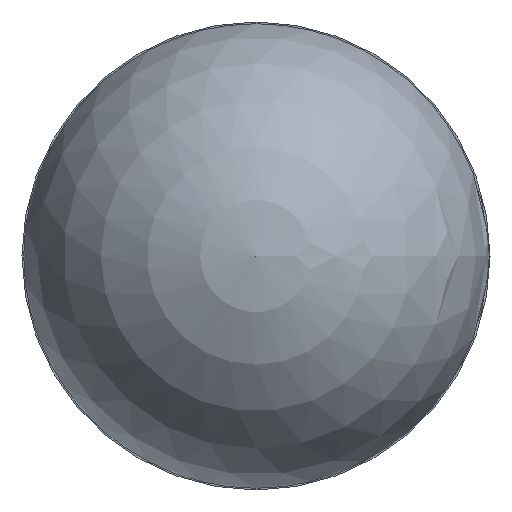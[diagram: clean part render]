
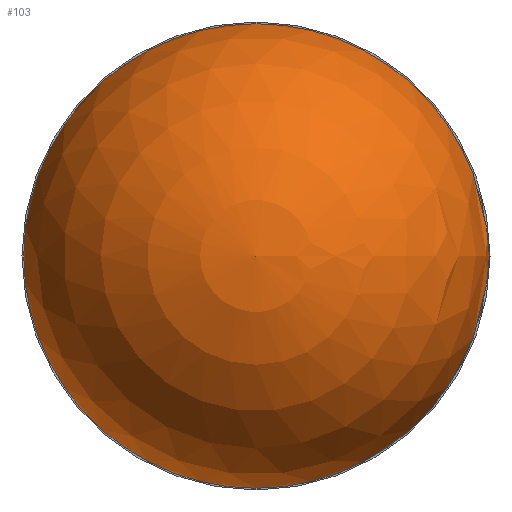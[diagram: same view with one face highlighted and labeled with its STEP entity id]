
A CAD part, left-side view. The second image highlights one B-rep face of the part: STEP entity #103.
In plain terms, the highlighted spherical face has radius 8 mm.
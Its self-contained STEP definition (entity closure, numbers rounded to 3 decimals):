
#103=ADVANCED_FACE('',(#114),#112,.T.);
#112=SPHERICAL_SURFACE('',#137,8.);
#114=FACE_BOUND('',#127,.T.);
#127=VERTEX_LOOP('',#128);
#128=VERTEX_POINT('',#188);
#137=AXIS2_PLACEMENT_3D('',#189,#155,#156);
#155=DIRECTION('',(-1.,0.,0.));
#156=DIRECTION('',(0.,-1.,0.));
#188=CARTESIAN_POINT('',(8.,-8.,0.));
#189=CARTESIAN_POINT('',(8.,0.,0.));
